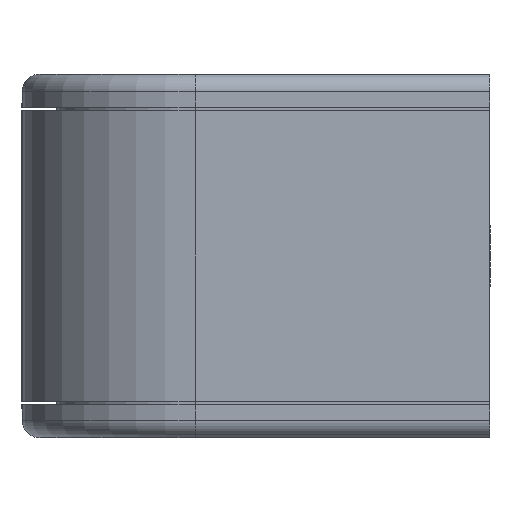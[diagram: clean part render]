
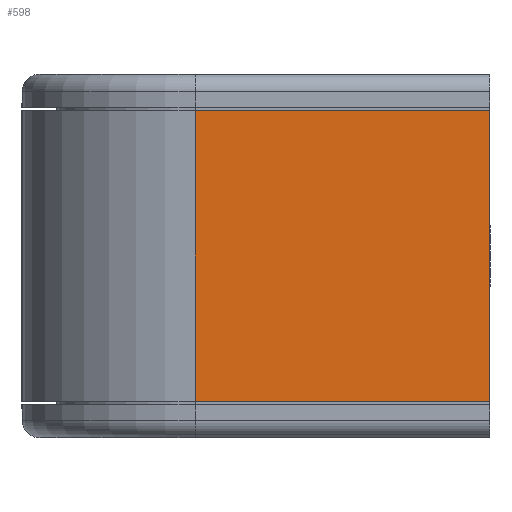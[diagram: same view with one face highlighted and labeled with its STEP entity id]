
A CAD part, left-side view. The second image highlights one B-rep face of the part: STEP entity #598.
In plain terms, the highlighted planar face has unit normal (-1, 0, 0).
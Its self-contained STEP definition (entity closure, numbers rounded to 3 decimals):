
#279 = LINE ( 'NONE', #1554, #1837 ) ;
#381 = VERTEX_POINT ( 'NONE', #494 ) ;
#458 = DIRECTION ( 'NONE',  ( 1., 0., 0. ) ) ;
#494 = CARTESIAN_POINT ( 'NONE',  ( -135., -10., 8.4 ) ) ;
#495 = VECTOR ( 'NONE', #1468, 1000. ) ;
#598 = ADVANCED_FACE ( 'NONE', ( #635 ), #1900, .F. ) ;
#633 = EDGE_LOOP ( 'NONE', ( #1511, #999, #1959, #1101 ) ) ;
#635 = FACE_OUTER_BOUND ( 'NONE', #633, .T. ) ;
#647 = VECTOR ( 'NONE', #2048, 1000. ) ;
#754 = VERTEX_POINT ( 'NONE', #941 ) ;
#758 = VECTOR ( 'NONE', #2311, 1000. ) ;
#801 = CARTESIAN_POINT ( 'NONE',  ( -135., -10., -8.4 ) ) ;
#858 = LINE ( 'NONE', #1782, #758 ) ;
#941 = CARTESIAN_POINT ( 'NONE',  ( -135., -27.048, -8.4 ) ) ;
#953 = LINE ( 'NONE', #1870, #647 ) ;
#999 = ORIENTED_EDGE ( 'NONE', *, *, #1792, .F. ) ;
#1028 = AXIS2_PLACEMENT_3D ( 'NONE', #1535, #458, #1560 ) ;
#1101 = ORIENTED_EDGE ( 'NONE', *, *, #1547, .T. ) ;
#1151 = VERTEX_POINT ( 'NONE', #1199 ) ;
#1178 = EDGE_CURVE ( 'NONE', #2325, #754, #858, .T. ) ;
#1199 = CARTESIAN_POINT ( 'NONE',  ( -135., -27.048, 8.4 ) ) ;
#1468 = DIRECTION ( 'NONE',  ( 0., 0., -1. ) ) ;
#1511 = ORIENTED_EDGE ( 'NONE', *, *, #1178, .T. ) ;
#1535 = CARTESIAN_POINT ( 'NONE',  ( -135., -10., 10.5 ) ) ;
#1547 = EDGE_CURVE ( 'NONE', #381, #2325, #953, .T. ) ;
#1554 = CARTESIAN_POINT ( 'NONE',  ( -135., -10., 8.4 ) ) ;
#1560 = DIRECTION ( 'NONE',  ( 0., 1., 0. ) ) ;
#1782 = CARTESIAN_POINT ( 'NONE',  ( -135., -10., -8.4 ) ) ;
#1792 = EDGE_CURVE ( 'NONE', #1151, #754, #1820, .T. ) ;
#1799 = CARTESIAN_POINT ( 'NONE',  ( -135., -27.048, 10.5 ) ) ;
#1820 = LINE ( 'NONE', #1799, #495 ) ;
#1837 = VECTOR ( 'NONE', #2266, 1000. ) ;
#1870 = CARTESIAN_POINT ( 'NONE',  ( -135., -10., 10.5 ) ) ;
#1900 = PLANE ( 'NONE',  #1028 ) ;
#1959 = ORIENTED_EDGE ( 'NONE', *, *, #2252, .F. ) ;
#2048 = DIRECTION ( 'NONE',  ( 0., 0., -1. ) ) ;
#2252 = EDGE_CURVE ( 'NONE', #381, #1151, #279, .T. ) ;
#2266 = DIRECTION ( 'NONE',  ( 0., -1., 0. ) ) ;
#2311 = DIRECTION ( 'NONE',  ( 0., -1., 0. ) ) ;
#2325 = VERTEX_POINT ( 'NONE', #801 ) ;
